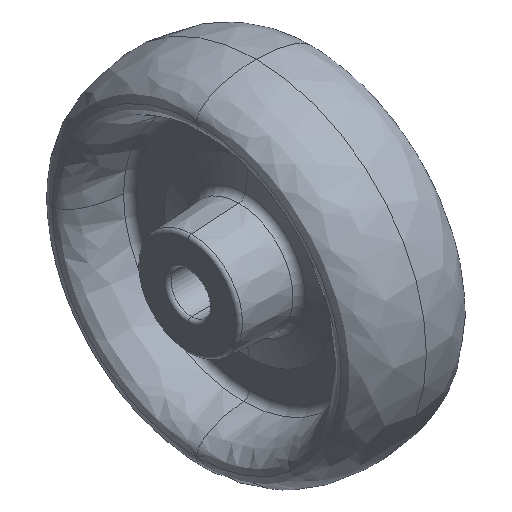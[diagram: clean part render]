
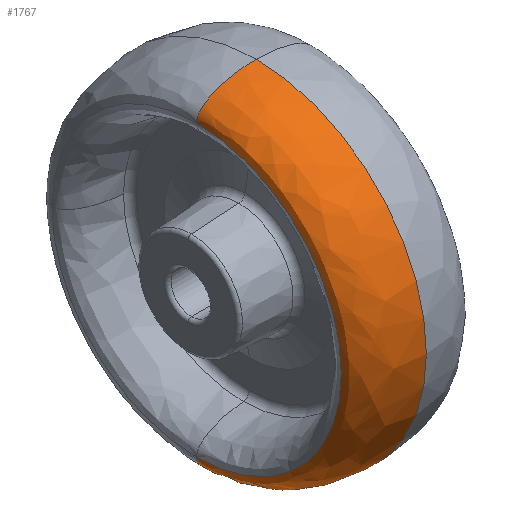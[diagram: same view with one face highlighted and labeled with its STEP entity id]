
A CAD part, isometric view. The second image highlights one B-rep face of the part: STEP entity #1767.
In plain terms, the highlighted free-form (B-spline) face has degree [3, 3] with [4, 4] control points.
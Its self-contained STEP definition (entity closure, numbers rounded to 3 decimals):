
#364 = CARTESIAN_POINT ( 'NONE',  ( -17.5, 0., 46.893 ) ) ;
#365 = CARTESIAN_POINT ( 'NONE',  ( -17.5, 0., -46.893 ) ) ;
#491 = CARTESIAN_POINT ( 'NONE',  ( -10.251, 0., 50. ) ) ;
#524 = CARTESIAN_POINT ( 'NONE',  ( -17.5, 0., 0. ) ) ;
#531 = DIRECTION ( 'NONE',  ( 0., 0., -1. ) ) ;
#658 = VERTEX_POINT ( 'NONE', #2590 ) ;
#875 = VERTEX_POINT ( 'NONE', #5603 ) ;
#925 = EDGE_CURVE ( 'NONE', #658, #875, #7041, .T. ) ;
#940 = CARTESIAN_POINT ( 'NONE',  ( 0., 0., 50. ) ) ;
#955 = CIRCLE ( 'NONE', #6115, 50. ) ;
#1079 = CARTESIAN_POINT ( 'NONE',  ( -17.5, -93.787, -46.893 ) ) ;
#1101 = DIRECTION ( 'NONE',  ( 0., 0., 1. ) ) ;
#1454 = ORIENTED_EDGE ( 'NONE', *, *, #4743, .F. ) ;
#1653 = CARTESIAN_POINT ( 'NONE',  ( -17.5, 0., 46.893 ) ) ;
#1767 = ADVANCED_FACE ( 'NONE', ( #2318 ), #4748, .F. ) ;
#1932 = EDGE_CURVE ( 'NONE', #2480, #658, #6850, .T. ) ;
#2219 = CARTESIAN_POINT ( 'NONE',  ( -17.5, -85., -42.5 ) ) ;
#2318 = FACE_OUTER_BOUND ( 'NONE', #6766, .T. ) ;
#2480 = VERTEX_POINT ( 'NONE', #5487 ) ;
#2590 = CARTESIAN_POINT ( 'NONE',  ( -17.5, 0., -42.5 ) ) ;
#2779 = CARTESIAN_POINT ( 'NONE',  ( 0., -100., 50. ) ) ;
#2794 = EDGE_CURVE ( 'NONE', #5812, #2480, #955, .T. ) ;
#2797 = CARTESIAN_POINT ( 'NONE',  ( -17.5, 0., 42.5 ) ) ;
#3101 = ORIENTED_EDGE ( 'NONE', *, *, #925, .F. ) ;
#3346 = CARTESIAN_POINT ( 'NONE',  ( -10.251, 0., -50. ) ) ;
#3656 = AXIS2_PLACEMENT_3D ( 'NONE', #524, #4546, #1101 ) ;
#3902 = CARTESIAN_POINT ( 'NONE',  ( 0., 0., -50. ) ) ;
#3934 = CARTESIAN_POINT ( 'NONE',  ( -10.251, -100., 50. ) ) ;
#3963 = DIRECTION ( 'NONE',  ( 1., 0., 0. ) ) ;
#4379 = CARTESIAN_POINT ( 'NONE',  ( -10.251, 0., 50. ) ) ;
#4383 = CARTESIAN_POINT ( 'NONE',  ( -17.5, 0., -42.5 ) ) ;
#4520 = CARTESIAN_POINT ( 'NONE',  ( -17.5, 0., -46.893 ) ) ;
#4546 = DIRECTION ( 'NONE',  ( -1., 0., 0. ) ) ;
#4743 = EDGE_CURVE ( 'NONE', #875, #5812, #6800, .T. ) ;
#4748 =( BOUNDED_SURFACE ( )  B_SPLINE_SURFACE ( 3, 3, ( 
 ( #3902, #6226, #2779, #6799 ),
 ( #3346, #7379, #3934, #491 ),
 ( #4520, #1079, #5095, #1653 ),
 ( #5659, #2219, #6253, #2797 ) ),
 .UNSPECIFIED., .F., .F., .T. ) 
 B_SPLINE_SURFACE_WITH_KNOTS ( ( 4, 4 ),
 ( 4, 4 ),
 ( 0., 1. ),
 ( 0., 1. ),
 .UNSPECIFIED. ) 
 GEOMETRIC_REPRESENTATION_ITEM ( )  RATIONAL_B_SPLINE_SURFACE ( (
 ( 1., 0.333, 0.333, 1.),
 ( 0.805, 0.268, 0.268, 0.805),
 ( 0.805, 0.268, 0.268, 0.805),
 ( 1., 0.333, 0.333, 1.) ) ) 
 REPRESENTATION_ITEM ( '' )  SURFACE ( )  );
#4894 = ORIENTED_EDGE ( 'NONE', *, *, #2794, .F. ) ;
#5095 = CARTESIAN_POINT ( 'NONE',  ( -17.5, -93.787, 46.893 ) ) ;
#5487 = CARTESIAN_POINT ( 'NONE',  ( 0., 0., -50. ) ) ;
#5603 = CARTESIAN_POINT ( 'NONE',  ( -17.5, 0., 42.5 ) ) ;
#5659 = CARTESIAN_POINT ( 'NONE',  ( -17.5, 0., -42.5 ) ) ;
#5669 = CARTESIAN_POINT ( 'NONE',  ( 0., 0., 50. ) ) ;
#5812 = VERTEX_POINT ( 'NONE', #5669 ) ;
#6115 = AXIS2_PLACEMENT_3D ( 'NONE', #7405, #3963, #531 ) ;
#6226 = CARTESIAN_POINT ( 'NONE',  ( 0., -100., -50. ) ) ;
#6253 = CARTESIAN_POINT ( 'NONE',  ( -17.5, -85., 42.5 ) ) ;
#6262 = ORIENTED_EDGE ( 'NONE', *, *, #1932, .F. ) ;
#6659 = CARTESIAN_POINT ( 'NONE',  ( -10.251, 0., -50. ) ) ;
#6766 = EDGE_LOOP ( 'NONE', ( #1454, #3101, #6262, #4894 ) ) ;
#6799 = CARTESIAN_POINT ( 'NONE',  ( 0., 0., 50. ) ) ;
#6800 =( BOUNDED_CURVE ( )  B_SPLINE_CURVE ( 3, ( #7248, #364, #4379, #940 ),
 .UNSPECIFIED., .F., .F. ) 
 B_SPLINE_CURVE_WITH_KNOTS ( ( 4, 4 ),
 ( 3.142, 4.712 ),
 .UNSPECIFIED. ) 
 CURVE ( )  GEOMETRIC_REPRESENTATION_ITEM ( )  RATIONAL_B_SPLINE_CURVE ( ( 1., 0.805, 0.805, 1. ) ) 
 REPRESENTATION_ITEM ( '' )  );
#6850 =( BOUNDED_CURVE ( )  B_SPLINE_CURVE ( 3, ( #7250, #6659, #365, #4383 ),
 .UNSPECIFIED., .F., .T. ) 
 B_SPLINE_CURVE_WITH_KNOTS ( ( 4, 4 ),
 ( 1.571, 3.142 ),
 .UNSPECIFIED. ) 
 CURVE ( )  GEOMETRIC_REPRESENTATION_ITEM ( )  RATIONAL_B_SPLINE_CURVE ( ( 1., 0.805, 0.805, 1. ) ) 
 REPRESENTATION_ITEM ( '' )  );
#7041 = CIRCLE ( 'NONE', #3656, 42.5 ) ;
#7248 = CARTESIAN_POINT ( 'NONE',  ( -17.5, 0., 42.5 ) ) ;
#7250 = CARTESIAN_POINT ( 'NONE',  ( 0., 0., -50. ) ) ;
#7379 = CARTESIAN_POINT ( 'NONE',  ( -10.251, -100., -50. ) ) ;
#7405 = CARTESIAN_POINT ( 'NONE',  ( 0., 0., 0. ) ) ;
